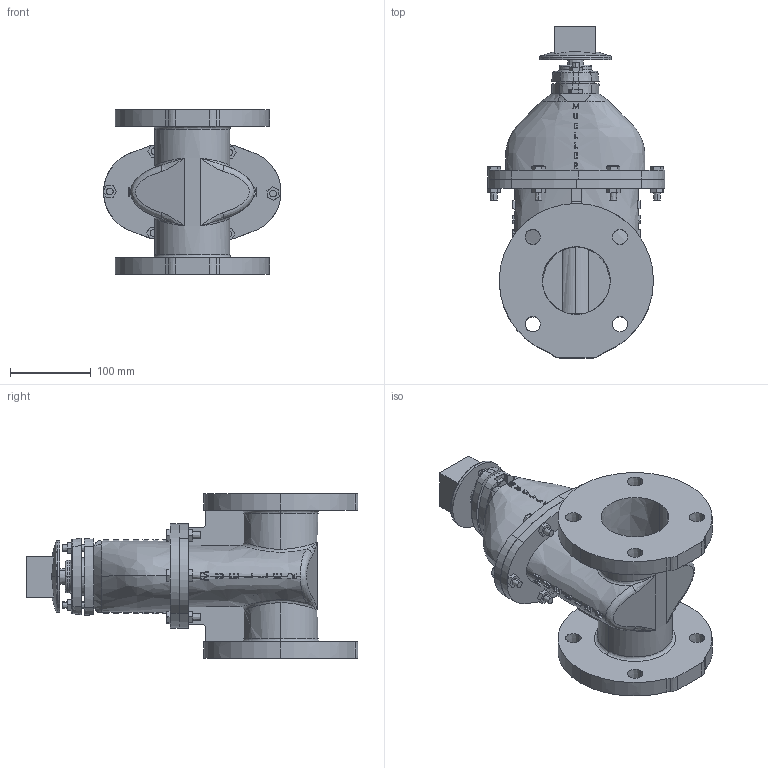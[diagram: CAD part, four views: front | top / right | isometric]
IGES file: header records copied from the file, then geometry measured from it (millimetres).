
Start section: SolidWorks IGES file using NURBS representation for surfaces
Global section: file name: A-2360-6_03_N.IGS; native system: SolidWorks 2014; preprocessor: SolidWorks 2014; author: CAD; date: 150223.130742; units: inch
Bounding box: 219.75 x 409.73 x 203.2 mm (x, y, z)
Volume: 3461224.7 mm3; surface area: 593259.8 mm2
Topology: 30 solids, 30 shells, 1012 faces, 2685 edges, 1757 vertices
Faces by surface type: bspline 1012
